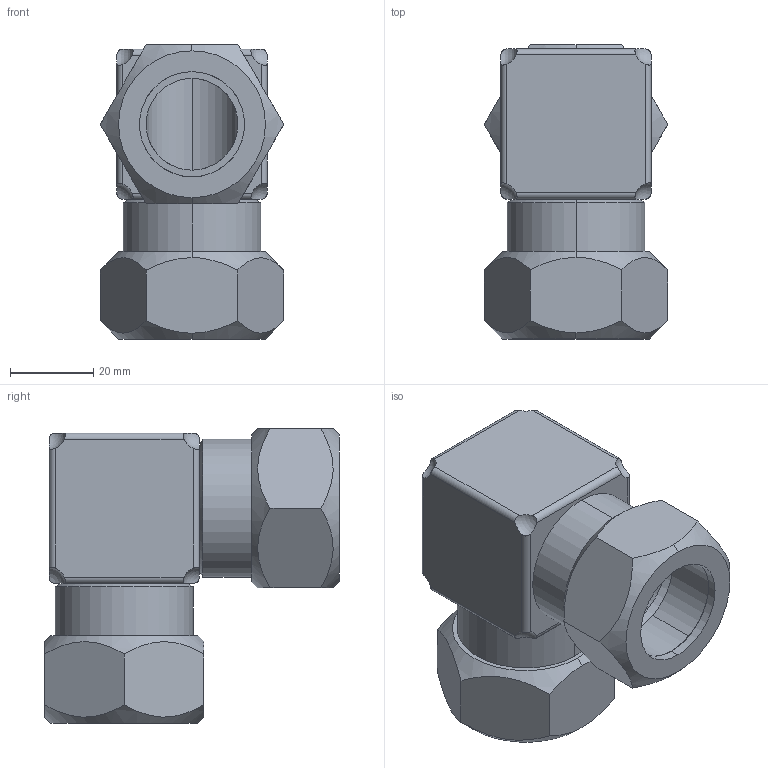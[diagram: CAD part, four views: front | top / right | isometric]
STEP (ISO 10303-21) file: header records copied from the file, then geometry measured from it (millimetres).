
FILE_DESCRIPTION (( 'STEP AP203' ), '1' );
FILE_NAME ('11-1323-16_outokumpu.step', '2015-08-10T08:37:33', ( '' ), ( '' ), 'SwSTEP 2.0', 'SolidWorks 2008', '' );
FILE_SCHEMA (( 'CONFIG_CONTROL_DESIGN' ));
Length unit declared in the file: millimetre
Products named in the file (4): nut-13-222-014_outokumpu_nut-13-222-014_outokumpu; 11-1323-16_outokumpu; nipple-13-666-300_outokumpu_nipple-13-666-300_outokumpu; bite-ring-13-111-016_outokumpu_bite-ring-13-111-016_outokumpu
Assembly tree (5 placements, depth 2):
  11-1323-16_outokumpu
    nipple-13-666-300_outokumpu_nipple-13-666-300_outokumpu
    bite-ring-13-111-016_outokumpu_bite-ring-13-111-016_outokumpu  x2
    nut-13-222-014_outokumpu_nut-13-222-014_outokumpu  x2
Bounding box: 43.99 x 70.55 x 70.55 mm (x, y, z)
Volume: 70311 mm3; surface area: 33253.3 mm2
Topology: 5 solids, 5 shells, 115 faces, 270 edges, 169 vertices
Faces by surface type: cylinder 44, cone 32, plane 31, sphere 8
Entity records: 3362 total; most frequent: CARTESIAN_POINT 930, DIRECTION 428, ORIENTED_EDGE 404, EDGE_CURVE 202, AXIS2_PLACEMENT_3D 177, VERTEX_POINT 127, EDGE_LOOP 95, ADVANCED_FACE 85
